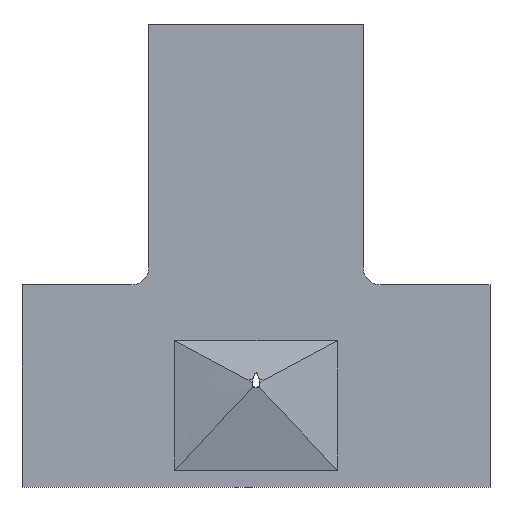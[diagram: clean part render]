
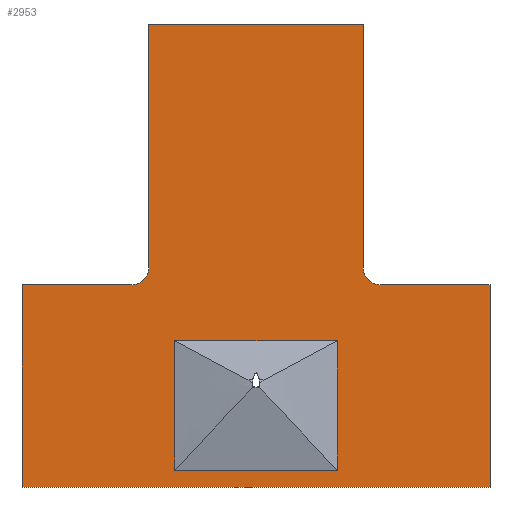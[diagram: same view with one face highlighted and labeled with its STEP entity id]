
A CAD part, top view. The second image highlights one B-rep face of the part: STEP entity #2953.
In plain terms, the highlighted planar face has unit normal (0, 0, 1).
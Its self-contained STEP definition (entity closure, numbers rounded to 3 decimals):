
#17=FACE_BOUND('',#591,.T.);
#199=B_SPLINE_CURVE_WITH_KNOTS('',3,(#5682,#5683,#5684,#5685,#5686,#5687),
 .UNSPECIFIED.,.F.,.F.,(4,2,4),(-0.829,-0.8,-0.05),
 .UNSPECIFIED.);
#206=B_SPLINE_CURVE_WITH_KNOTS('',3,(#5739,#5740,#5741,#5742),
 .UNSPECIFIED.,.F.,.F.,(4,4),(-0.078,0.003),
 .UNSPECIFIED.);
#207=B_SPLINE_CURVE_WITH_KNOTS('',3,(#5745,#5746,#5747,#5748),
 .UNSPECIFIED.,.F.,.F.,(4,4),(-1.562,-1.481),
 .UNSPECIFIED.);
#208=B_SPLINE_CURVE_WITH_KNOTS('',3,(#5756,#5757,#5758,#5759,#5760,#5761),
 .UNSPECIFIED.,.F.,.F.,(4,2,4),(-1.518,-0.795,-0.729),
 .UNSPECIFIED.);
#321=PLANE('',#3195);
#412=FACE_OUTER_BOUND('',#590,.T.);
#590=EDGE_LOOP('',(#2294,#2295,#2296,#2297,#2298,#2299,#2300,#2301,#2302,
#2303));
#591=EDGE_LOOP('',(#2304,#2305,#2306,#2307,#2308,#2309,#2310,#2311,#2312,
#2313));
#712=LINE('',#3848,#926);
#715=LINE('',#3860,#929);
#721=LINE('',#3890,#935);
#724=LINE('',#3896,#938);
#728=LINE('',#3903,#942);
#739=LINE('',#4328,#953);
#749=LINE('',#4403,#963);
#754=LINE('',#4412,#968);
#767=LINE('',#4436,#981);
#803=LINE('',#5528,#1017);
#805=LINE('',#5750,#1019);
#806=LINE('',#5752,#1020);
#807=LINE('',#5754,#1021);
#808=LINE('',#5762,#1022);
#926=VECTOR('',#3279,10.);
#929=VECTOR('',#3290,10.);
#935=VECTOR('',#3322,10.);
#938=VECTOR('',#3327,10.);
#942=VECTOR('',#3333,54.8);
#953=VECTOR('',#3378,10.);
#963=VECTOR('',#3400,54.8);
#968=VECTOR('',#3407,25.4);
#981=VECTOR('',#3422,10.);
#1017=VECTOR('',#3572,10.);
#1019=VECTOR('',#3578,10.);
#1020=VECTOR('',#3579,10.);
#1021=VECTOR('',#3580,10.);
#1022=VECTOR('',#3581,10.);
#1137=CIRCLE('',#3091,2.);
#1138=CIRCLE('',#3094,2.);
#1201=VERTEX_POINT('',#3838);
#1202=VERTEX_POINT('',#3840);
#1204=VERTEX_POINT('',#3846);
#1205=VERTEX_POINT('',#3850);
#1206=VERTEX_POINT('',#3851);
#1209=VERTEX_POINT('',#3859);
#1220=VERTEX_POINT('',#3888);
#1222=VERTEX_POINT('',#3895);
#1224=VERTEX_POINT('',#3901);
#1253=VERTEX_POINT('',#4319);
#1254=VERTEX_POINT('',#4327);
#1260=VERTEX_POINT('',#4402);
#1356=VERTEX_POINT('',#5526);
#1357=VERTEX_POINT('',#5527);
#1365=VERTEX_POINT('',#5681);
#1369=VERTEX_POINT('',#5744);
#1370=VERTEX_POINT('',#5749);
#1371=VERTEX_POINT('',#5751);
#1372=VERTEX_POINT('',#5753);
#1373=VERTEX_POINT('',#5755);
#1489=EDGE_CURVE('',#1201,#1202,#1137,.T.);
#1493=EDGE_CURVE('',#1201,#1204,#712,.T.);
#1494=EDGE_CURVE('',#1205,#1206,#1138,.T.);
#1498=EDGE_CURVE('',#1206,#1209,#715,.T.);
#1512=EDGE_CURVE('',#1220,#1204,#721,.T.);
#1515=EDGE_CURVE('',#1209,#1222,#724,.T.);
#1519=EDGE_CURVE('',#1224,#1205,#728,.T.);
#1548=EDGE_CURVE('',#1254,#1253,#739,.T.);
#1563=EDGE_CURVE('',#1202,#1260,#749,.T.);
#1568=EDGE_CURVE('',#1260,#1224,#754,.T.);
#1581=EDGE_CURVE('',#1220,#1222,#767,.T.);
#1695=EDGE_CURVE('',#1356,#1357,#803,.T.);
#1707=EDGE_CURVE('',#1365,#1356,#199,.T.);
#1714=EDGE_CURVE('',#1357,#1253,#206,.T.);
#1715=EDGE_CURVE('',#1254,#1369,#207,.T.);
#1716=EDGE_CURVE('',#1365,#1370,#805,.T.);
#1717=EDGE_CURVE('',#1370,#1371,#806,.T.);
#1718=EDGE_CURVE('',#1371,#1372,#807,.T.);
#1719=EDGE_CURVE('',#1373,#1372,#208,.T.);
#1720=EDGE_CURVE('',#1369,#1373,#808,.T.);
#2294=ORIENTED_EDGE('',*,*,#1581,.T.);
#2295=ORIENTED_EDGE('',*,*,#1515,.F.);
#2296=ORIENTED_EDGE('',*,*,#1498,.F.);
#2297=ORIENTED_EDGE('',*,*,#1494,.F.);
#2298=ORIENTED_EDGE('',*,*,#1519,.F.);
#2299=ORIENTED_EDGE('',*,*,#1568,.F.);
#2300=ORIENTED_EDGE('',*,*,#1563,.F.);
#2301=ORIENTED_EDGE('',*,*,#1489,.F.);
#2302=ORIENTED_EDGE('',*,*,#1493,.T.);
#2303=ORIENTED_EDGE('',*,*,#1512,.F.);
#2304=ORIENTED_EDGE('',*,*,#1715,.F.);
#2305=ORIENTED_EDGE('',*,*,#1548,.T.);
#2306=ORIENTED_EDGE('',*,*,#1714,.F.);
#2307=ORIENTED_EDGE('',*,*,#1695,.F.);
#2308=ORIENTED_EDGE('',*,*,#1707,.F.);
#2309=ORIENTED_EDGE('',*,*,#1716,.T.);
#2310=ORIENTED_EDGE('',*,*,#1717,.T.);
#2311=ORIENTED_EDGE('',*,*,#1718,.T.);
#2312=ORIENTED_EDGE('',*,*,#1719,.F.);
#2313=ORIENTED_EDGE('',*,*,#1720,.F.);
#2953=ADVANCED_FACE('',(#412,#17),#321,.F.);
#3091=AXIS2_PLACEMENT_3D('',#3841,#3272,#3273);
#3094=AXIS2_PLACEMENT_3D('',#3852,#3282,#3283);
#3195=AXIS2_PLACEMENT_3D('',#5743,#3576,#3577);
#3272=DIRECTION('center_axis',(0.,0.,1.));
#3273=DIRECTION('ref_axis',(0.707,-0.707,0.));
#3279=DIRECTION('',(-1.,0.,0.));
#3282=DIRECTION('center_axis',(0.,0.,1.));
#3283=DIRECTION('ref_axis',(-0.707,-0.707,0.));
#3290=DIRECTION('',(1.,0.,0.));
#3322=DIRECTION('',(0.,1.,0.));
#3327=DIRECTION('',(0.,-1.,0.));
#3333=DIRECTION('',(0.,-1.,0.));
#3378=DIRECTION('',(-1.,0.,0.));
#3400=DIRECTION('',(0.,1.,0.));
#3407=DIRECTION('',(1.,0.,0.));
#3422=DIRECTION('',(1.,0.,0.));
#3572=DIRECTION('',(-1.,0.,0.));
#3576=DIRECTION('center_axis',(0.,0.,-1.));
#3577=DIRECTION('ref_axis',(-1.,0.,0.));
#3578=DIRECTION('',(0.,1.,0.));
#3579=DIRECTION('',(1.,0.,0.));
#3580=DIRECTION('',(0.,-1.,0.));
#3581=DIRECTION('',(-1.,0.,0.));
#3838=CARTESIAN_POINT('',(0.,32.7,2.25));
#3840=CARTESIAN_POINT('',(2.,34.7,2.25));
#3841=CARTESIAN_POINT('Origin',(0.,34.7,2.25));
#3846=CARTESIAN_POINT('',(-13.,32.7,2.25));
#3848=CARTESIAN_POINT('',(2.,32.7,2.25));
#3850=CARTESIAN_POINT('',(27.4,34.7,2.25));
#3851=CARTESIAN_POINT('',(29.4,32.7,2.25));
#3852=CARTESIAN_POINT('Origin',(29.4,34.7,2.25));
#3859=CARTESIAN_POINT('',(42.4,32.7,2.25));
#3860=CARTESIAN_POINT('',(27.4,32.7,2.25));
#3888=CARTESIAN_POINT('',(-13.,8.7,2.25));
#3890=CARTESIAN_POINT('',(-13.,8.7,2.25));
#3895=CARTESIAN_POINT('',(42.4,8.7,2.25));
#3896=CARTESIAN_POINT('',(42.4,63.5,2.25));
#3901=CARTESIAN_POINT('',(27.4,63.5,2.25));
#3903=CARTESIAN_POINT('',(27.4,28.5,2.25));
#4319=CARTESIAN_POINT('',(5.026,10.652,2.25));
#4327=CARTESIAN_POINT('',(24.374,10.652,2.25));
#4328=CARTESIAN_POINT('',(14.7,10.652,2.25));
#4402=CARTESIAN_POINT('',(2.,63.5,2.25));
#4403=CARTESIAN_POINT('',(2.,28.5,2.25));
#4412=CARTESIAN_POINT('',(29.4,63.5,2.25));
#4436=CARTESIAN_POINT('',(27.4,8.7,2.25));
#5526=CARTESIAN_POINT('',(5.063,11.467,2.25));
#5527=CARTESIAN_POINT('',(5.03,11.467,2.25));
#5528=CARTESIAN_POINT('',(4.813,11.467,2.25));
#5681=CARTESIAN_POINT('',(5.095,19.257,2.25));
#5682=CARTESIAN_POINT('Ctrl Pts',(5.095,19.257,2.25));
#5683=CARTESIAN_POINT('Ctrl Pts',(5.095,19.16,2.25));
#5684=CARTESIAN_POINT('Ctrl Pts',(5.094,19.063,2.25));
#5685=CARTESIAN_POINT('Ctrl Pts',(5.084,16.466,2.25));
#5686=CARTESIAN_POINT('Ctrl Pts',(5.073,13.966,2.25));
#5687=CARTESIAN_POINT('Ctrl Pts',(5.063,11.467,2.25));
#5739=CARTESIAN_POINT('Ctrl Pts',(5.03,11.467,2.25));
#5740=CARTESIAN_POINT('Ctrl Pts',(5.029,11.195,2.25));
#5741=CARTESIAN_POINT('Ctrl Pts',(5.027,10.924,2.25));
#5742=CARTESIAN_POINT('Ctrl Pts',(5.026,10.652,2.25));
#5743=CARTESIAN_POINT('Origin',(29.4,28.5,2.25));
#5744=CARTESIAN_POINT('',(24.37,11.467,2.25));
#5745=CARTESIAN_POINT('Ctrl Pts',(24.374,10.652,2.25));
#5746=CARTESIAN_POINT('Ctrl Pts',(24.373,10.924,2.25));
#5747=CARTESIAN_POINT('Ctrl Pts',(24.371,11.195,2.25));
#5748=CARTESIAN_POINT('Ctrl Pts',(24.37,11.467,2.25));
#5749=CARTESIAN_POINT('',(5.095,26.089,2.25));
#5750=CARTESIAN_POINT('',(5.095,11.467,2.25));
#5751=CARTESIAN_POINT('',(24.304,26.089,2.25));
#5752=CARTESIAN_POINT('',(5.095,26.089,2.25));
#5753=CARTESIAN_POINT('',(24.304,19.35,2.25));
#5754=CARTESIAN_POINT('',(24.304,27.42,2.25));
#5755=CARTESIAN_POINT('',(24.337,11.467,2.25));
#5756=CARTESIAN_POINT('Ctrl Pts',(24.337,11.467,2.25));
#5757=CARTESIAN_POINT('Ctrl Pts',(24.327,13.873,2.25));
#5758=CARTESIAN_POINT('Ctrl Pts',(24.317,16.279,2.25));
#5759=CARTESIAN_POINT('Ctrl Pts',(24.306,18.907,2.25));
#5760=CARTESIAN_POINT('Ctrl Pts',(24.305,19.128,2.25));
#5761=CARTESIAN_POINT('Ctrl Pts',(24.304,19.35,2.25));
#5762=CARTESIAN_POINT('',(14.613,11.467,2.25));
